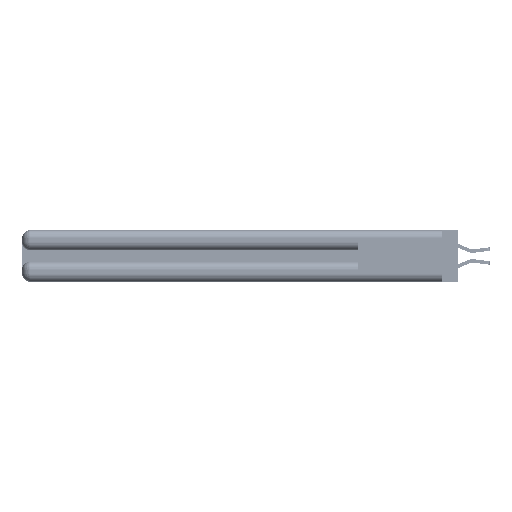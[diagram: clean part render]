
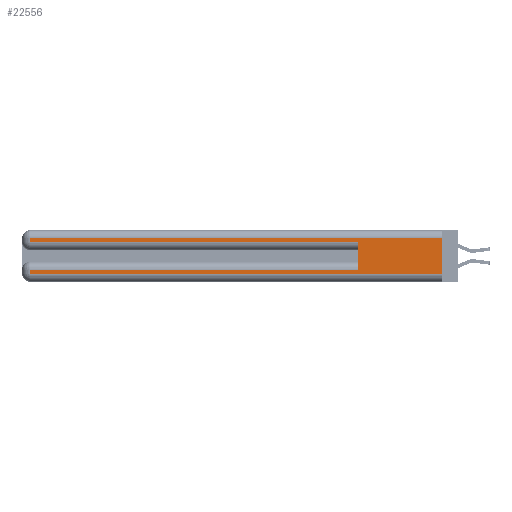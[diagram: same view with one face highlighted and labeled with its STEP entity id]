
A CAD part, left-side view. The second image highlights one B-rep face of the part: STEP entity #22556.
In plain terms, the highlighted planar face has unit normal (-1, 0, 0).
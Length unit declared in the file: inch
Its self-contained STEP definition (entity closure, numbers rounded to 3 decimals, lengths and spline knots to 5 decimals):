
#732 = CARTESIAN_POINT ( 'NONE',  ( 0., 2.94, 0.37 ) ) ;
#1906 = CARTESIAN_POINT ( 'NONE',  ( 0., 2.94, 0.31 ) ) ;
#1936 = PLANE ( 'NONE',  #11103 ) ;
#3319 = VECTOR ( 'NONE', #31015, 39.37008 ) ;
#4635 = CARTESIAN_POINT ( 'NONE',  ( 0., 0.6, 0.145 ) ) ;
#5922 = VERTEX_POINT ( 'NONE', #1906 ) ;
#6193 = VECTOR ( 'NONE', #8537, 39.37008 ) ;
#6848 = CARTESIAN_POINT ( 'NONE',  ( 0., 0.6, 0.285 ) ) ;
#8537 = DIRECTION ( 'NONE',  ( 0., 0., -1. ) ) ;
#9571 = CARTESIAN_POINT ( 'NONE',  ( 0., 0.6, 0.085 ) ) ;
#9641 = CARTESIAN_POINT ( 'NONE',  ( 0., 0., 0.31 ) ) ;
#9845 = CARTESIAN_POINT ( 'NONE',  ( 0., 2.94, 0.37 ) ) ;
#9950 = VECTOR ( 'NONE', #40493, 39.37008 ) ;
#11103 = AXIS2_PLACEMENT_3D ( 'NONE', #32732, #17579, #44207 ) ;
#12242 = CARTESIAN_POINT ( 'NONE',  ( 0., 2.94, 0.085 ) ) ;
#13583 = DIRECTION ( 'NONE',  ( 0., 1., 0. ) ) ;
#13615 = VERTEX_POINT ( 'NONE', #12242 ) ;
#13633 = CARTESIAN_POINT ( 'NONE',  ( 0., 0., 0.085 ) ) ;
#15107 = EDGE_CURVE ( 'NONE', #5922, #35330, #21502, .T. ) ;
#17536 = DIRECTION ( 'NONE',  ( 0., 1., 0. ) ) ;
#17579 = DIRECTION ( 'NONE',  ( 1., 0., 0. ) ) ;
#19571 = LINE ( 'NONE', #20933, #48753 ) ;
#19750 = VERTEX_POINT ( 'NONE', #42087 ) ;
#19998 = EDGE_CURVE ( 'NONE', #22818, #39126, #31185, .T. ) ;
#20933 = CARTESIAN_POINT ( 'NONE',  ( 0., 0., 0.285 ) ) ;
#21501 = CARTESIAN_POINT ( 'NONE',  ( 0., 0., 0.06 ) ) ;
#21502 = LINE ( 'NONE', #9845, #9950 ) ;
#22556 = ADVANCED_FACE ( 'NONE', ( #34828 ), #1936, .F. ) ;
#22818 = VERTEX_POINT ( 'NONE', #49490 ) ;
#23862 = VECTOR ( 'NONE', #17536, 39.37008 ) ;
#23953 = LINE ( 'NONE', #27249, #3319 ) ;
#24080 = ORIENTED_EDGE ( 'NONE', *, *, #33545, .F. ) ;
#24140 = VECTOR ( 'NONE', #13583, 39.37008 ) ;
#25154 = ORIENTED_EDGE ( 'NONE', *, *, #28017, .F. ) ;
#25353 = LINE ( 'NONE', #9641, #24140 ) ;
#25365 = DIRECTION ( 'NONE',  ( 0., -1., 0. ) ) ;
#25822 = CARTESIAN_POINT ( 'NONE',  ( 0., 0., 0.06 ) ) ;
#27050 = EDGE_CURVE ( 'NONE', #35330, #35299, #19571, .T. ) ;
#27249 = CARTESIAN_POINT ( 'NONE',  ( 0., 0., 0.37 ) ) ;
#28017 = EDGE_CURVE ( 'NONE', #19750, #39126, #23953, .T. ) ;
#29162 = ORIENTED_EDGE ( 'NONE', *, *, #19998, .T. ) ;
#29605 = EDGE_CURVE ( 'NONE', #42609, #13615, #44060, .T. ) ;
#30030 = VECTOR ( 'NONE', #25365, 39.37008 ) ;
#31015 = DIRECTION ( 'NONE',  ( 0., 0., -1. ) ) ;
#31185 = LINE ( 'NONE', #21501, #30030 ) ;
#32732 = CARTESIAN_POINT ( 'NONE',  ( 0., 0., 0.37 ) ) ;
#33545 = EDGE_CURVE ( 'NONE', #42609, #35299, #44594, .T. ) ;
#34828 = FACE_OUTER_BOUND ( 'NONE', #36985, .T. ) ;
#35299 = VERTEX_POINT ( 'NONE', #6848 ) ;
#35330 = VERTEX_POINT ( 'NONE', #41515 ) ;
#36798 = LINE ( 'NONE', #732, #6193 ) ;
#36985 = EDGE_LOOP ( 'NONE', ( #25154, #47722, #42977, #40064, #24080, #46651, #37132, #29162 ) ) ;
#37132 = ORIENTED_EDGE ( 'NONE', *, *, #41333, .T. ) ;
#39126 = VERTEX_POINT ( 'NONE', #25822 ) ;
#39880 = DIRECTION ( 'NONE',  ( 0., -1., 0. ) ) ;
#40064 = ORIENTED_EDGE ( 'NONE', *, *, #27050, .T. ) ;
#40493 = DIRECTION ( 'NONE',  ( 0., 0., -1. ) ) ;
#41333 = EDGE_CURVE ( 'NONE', #13615, #22818, #36798, .T. ) ;
#41515 = CARTESIAN_POINT ( 'NONE',  ( 0., 2.94, 0.285 ) ) ;
#42087 = CARTESIAN_POINT ( 'NONE',  ( 0., 0., 0.31 ) ) ;
#42609 = VERTEX_POINT ( 'NONE', #9571 ) ;
#42977 = ORIENTED_EDGE ( 'NONE', *, *, #15107, .T. ) ;
#43014 = DIRECTION ( 'NONE',  ( 0., 0., 1. ) ) ;
#43408 = VECTOR ( 'NONE', #43014, 39.37008 ) ;
#44060 = LINE ( 'NONE', #13633, #23862 ) ;
#44207 = DIRECTION ( 'NONE',  ( 0., 0., -1. ) ) ;
#44594 = LINE ( 'NONE', #4635, #43408 ) ;
#46651 = ORIENTED_EDGE ( 'NONE', *, *, #29605, .T. ) ;
#47400 = EDGE_CURVE ( 'NONE', #19750, #5922, #25353, .T. ) ;
#47722 = ORIENTED_EDGE ( 'NONE', *, *, #47400, .T. ) ;
#48753 = VECTOR ( 'NONE', #39880, 39.37008 ) ;
#49490 = CARTESIAN_POINT ( 'NONE',  ( 0., 2.94, 0.06 ) ) ;
